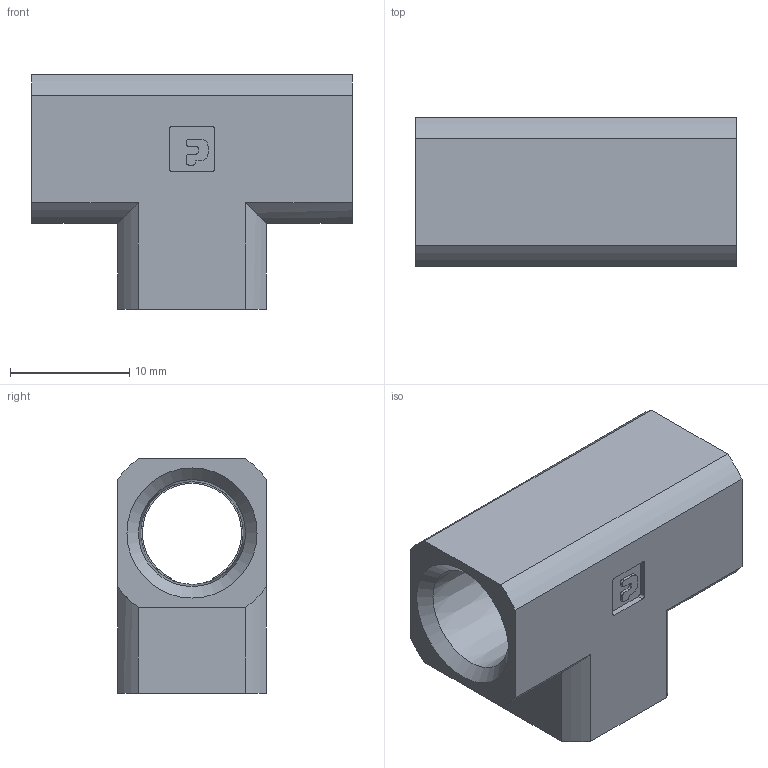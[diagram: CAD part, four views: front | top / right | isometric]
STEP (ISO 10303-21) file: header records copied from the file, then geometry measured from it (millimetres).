
FILE_DESCRIPTION(/* description */ ('Union Tee'),/* implementation_level */ '2;1');
FILE_NAME(/* name */ 'Pneumatics_Union Tee_2203P-2.ipt.step',/* time_stamp */ '2015-01-02T19:24:13-08:00',/* author */ ('Autodesk Inc.'),/* organization */ ('Autodesk Inc.'),/* preprocessor_version */ 'ST-DEVELOPER v15.6',/* originating_system */ 'Autodesk Inventor 2015',/* authorisation */ '');
FILE_SCHEMA (('AUTOMOTIVE_DESIGN { 1 0 10303 214 3 1 1 }'));
Length unit declared in the file: inch
Products named in the file (1): Pneumatics_Union Tee_2203P-2
Bounding box: 26.92 x 12.5 x 19.71 mm (x, y, z)
Volume: 2949.5 mm3; surface area: 2634.1 mm2
Topology: 1 solids, 1 shells, 65 faces, 173 edges, 111 vertices
Faces by surface type: plane 30, cylinder 29, cone 6
Full cylindrical faces by diameter (mm): 8.611 x3
Entity records: 1963 total; most frequent: DIRECTION 355, CARTESIAN_POINT 329, ORIENTED_EDGE 316, EDGE_CURVE 158, AXIS2_PLACEMENT_3D 131, VERTEX_POINT 105, LINE 93, VECTOR 93
